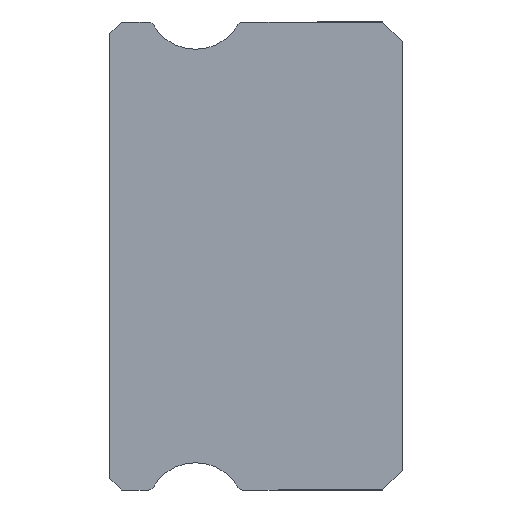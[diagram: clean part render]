
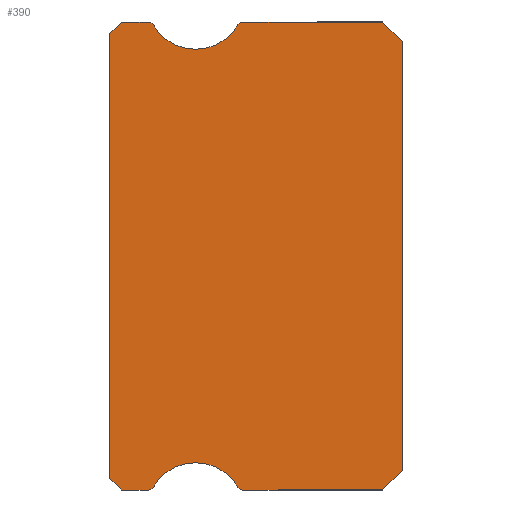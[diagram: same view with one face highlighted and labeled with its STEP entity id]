
A CAD part, left-side view. The second image highlights one B-rep face of the part: STEP entity #390.
In plain terms, the highlighted planar face has unit normal (-1, 0, 0).
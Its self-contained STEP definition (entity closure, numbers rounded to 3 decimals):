
#31 = CARTESIAN_POINT ( 'NONE',  ( -10., 7.5, 5.7 ) ) ;
#63 = DIRECTION ( 'NONE',  ( 0., 0., -1. ) ) ;
#100 = CARTESIAN_POINT ( 'NONE',  ( -10., 6.512, -6. ) ) ;
#105 = EDGE_CURVE ( 'NONE', #1431, #2920, #2994, .T. ) ;
#150 = AXIS2_PLACEMENT_3D ( 'NONE', #5026, #1490, #1088 ) ;
#159 = CARTESIAN_POINT ( 'NONE',  ( -10., 4.088, 5.85 ) ) ;
#181 = EDGE_CURVE ( 'NONE', #4776, #2795, #380, .T. ) ;
#210 = CARTESIAN_POINT ( 'NONE',  ( -10., 0.5, -6. ) ) ;
#260 = CARTESIAN_POINT ( 'NONE',  ( -10., 7.5, -5.7 ) ) ;
#380 = LINE ( 'NONE', #3545, #3233 ) ;
#390 = ADVANCED_FACE ( 'NONE', ( #2456 ), #2856, .F. ) ;
#398 = CARTESIAN_POINT ( 'NONE',  ( -10., 6.512, 6. ) ) ;
#438 = DIRECTION ( 'NONE',  ( 0., -0.707, -0.707 ) ) ;
#464 = CARTESIAN_POINT ( 'NONE',  ( -10., 0., -5.5 ) ) ;
#467 = AXIS2_PLACEMENT_3D ( 'NONE', #4598, #2730, #2321 ) ;
#471 = LINE ( 'NONE', #100, #2870 ) ;
#502 = VECTOR ( 'NONE', #2333, 1000. ) ;
#582 = VERTEX_POINT ( 'NONE', #648 ) ;
#648 = CARTESIAN_POINT ( 'NONE',  ( -10., 6.512, 6. ) ) ;
#720 = LINE ( 'NONE', #2361, #4829 ) ;
#723 = DIRECTION ( 'NONE',  ( 0., 0., -1. ) ) ;
#858 = DIRECTION ( 'NONE',  ( 0., 0.707, -0.707 ) ) ;
#866 = DIRECTION ( 'NONE',  ( 0., 0.707, -0.707 ) ) ;
#894 = VECTOR ( 'NONE', #3251, 1000. ) ;
#900 = VERTEX_POINT ( 'NONE', #3670 ) ;
#982 = AXIS2_PLACEMENT_3D ( 'NONE', #1251, #3930, #723 ) ;
#1088 = DIRECTION ( 'NONE',  ( 0., 0., -1. ) ) ;
#1089 = CARTESIAN_POINT ( 'NONE',  ( -10., 0., -5.5 ) ) ;
#1113 = EDGE_CURVE ( 'NONE', #4776, #1302, #1529, .T. ) ;
#1125 = EDGE_CURVE ( 'NONE', #582, #3895, #3204, .T. ) ;
#1146 = CARTESIAN_POINT ( 'NONE',  ( -10., 6.383, -5.925 ) ) ;
#1147 = CIRCLE ( 'NONE', #982, 1.25 ) ;
#1161 = DIRECTION ( 'NONE',  ( 0., 0., -1. ) ) ;
#1221 = VERTEX_POINT ( 'NONE', #3450 ) ;
#1227 = DIRECTION ( 'NONE',  ( -1., 0., 0. ) ) ;
#1251 = CARTESIAN_POINT ( 'NONE',  ( -10., 5.3, 6.55 ) ) ;
#1278 = EDGE_CURVE ( 'NONE', #2742, #4635, #471, .T. ) ;
#1282 = CARTESIAN_POINT ( 'NONE',  ( -10., 7.5, 5.7 ) ) ;
#1298 = CIRCLE ( 'NONE', #3844, 0.15 ) ;
#1300 = EDGE_CURVE ( 'NONE', #900, #2234, #2385, .T. ) ;
#1302 = VERTEX_POINT ( 'NONE', #31 ) ;
#1364 = VECTOR ( 'NONE', #858, 1000. ) ;
#1402 = DIRECTION ( 'NONE',  ( -1., 0., 0. ) ) ;
#1431 = VERTEX_POINT ( 'NONE', #4515 ) ;
#1477 = CARTESIAN_POINT ( 'NONE',  ( -10., 6.383, 5.925 ) ) ;
#1490 = DIRECTION ( 'NONE',  ( 1., 0., 0. ) ) ;
#1529 = LINE ( 'NONE', #4213, #4030 ) ;
#1567 = DIRECTION ( 'NONE',  ( 0., 0., -1. ) ) ;
#1603 = DIRECTION ( 'NONE',  ( 1., 0., 0. ) ) ;
#1609 = CARTESIAN_POINT ( 'NONE',  ( -10., 0.5, 6. ) ) ;
#1622 = LINE ( 'NONE', #1282, #1364 ) ;
#1701 = DIRECTION ( 'NONE',  ( 1., 0., 0. ) ) ;
#1711 = CARTESIAN_POINT ( 'NONE',  ( -10., 5.3, 5.3 ) ) ;
#1882 = EDGE_CURVE ( 'NONE', #2795, #3662, #720, .T. ) ;
#1901 = DIRECTION ( 'NONE',  ( 1., 0., 0. ) ) ;
#1913 = CARTESIAN_POINT ( 'NONE',  ( -10., 7.2, -6. ) ) ;
#1922 = ORIENTED_EDGE ( 'NONE', *, *, #2879, .F. ) ;
#1983 = DIRECTION ( 'NONE',  ( 0., -1., 0. ) ) ;
#2164 = CARTESIAN_POINT ( 'NONE',  ( -10., 6.512, -6. ) ) ;
#2225 = EDGE_LOOP ( 'NONE', ( #3199, #2289, #4031, #4861, #2770, #4698, #4008, #5014, #3704, #4463, #4890, #4393, #4986, #1922, #3786, #4028, #2466 ) ) ;
#2234 = VERTEX_POINT ( 'NONE', #3198 ) ;
#2289 = ORIENTED_EDGE ( 'NONE', *, *, #1113, .F. ) ;
#2321 = DIRECTION ( 'NONE',  ( 0., 0., -1. ) ) ;
#2333 = DIRECTION ( 'NONE',  ( 0., -1., 0. ) ) ;
#2354 = EDGE_CURVE ( 'NONE', #582, #1221, #5065, .T. ) ;
#2361 = CARTESIAN_POINT ( 'NONE',  ( -10., 6.512, -6. ) ) ;
#2385 = LINE ( 'NONE', #1609, #894 ) ;
#2444 = VECTOR ( 'NONE', #866, 1000. ) ;
#2456 = FACE_OUTER_BOUND ( 'NONE', #2225, .T. ) ;
#2466 = ORIENTED_EDGE ( 'NONE', *, *, #2354, .T. ) ;
#2561 = CARTESIAN_POINT ( 'NONE',  ( -10., 5.3, -6.55 ) ) ;
#2631 = EDGE_CURVE ( 'NONE', #2921, #2829, #1298, .T. ) ;
#2669 = CIRCLE ( 'NONE', #150, 0.15 ) ;
#2730 = DIRECTION ( 'NONE',  ( 1., 0., 0. ) ) ;
#2736 = CIRCLE ( 'NONE', #3390, 1.25 ) ;
#2742 = VERTEX_POINT ( 'NONE', #210 ) ;
#2770 = ORIENTED_EDGE ( 'NONE', *, *, #4790, .F. ) ;
#2795 = VERTEX_POINT ( 'NONE', #1913 ) ;
#2829 = VERTEX_POINT ( 'NONE', #4200 ) ;
#2856 = PLANE ( 'NONE',  #3323 ) ;
#2870 = VECTOR ( 'NONE', #4394, 1000. ) ;
#2879 = EDGE_CURVE ( 'NONE', #3166, #2921, #1147, .T. ) ;
#2920 = VERTEX_POINT ( 'NONE', #1146 ) ;
#2921 = VERTEX_POINT ( 'NONE', #4292 ) ;
#2934 = EDGE_CURVE ( 'NONE', #2829, #900, #4376, .T. ) ;
#2994 = CIRCLE ( 'NONE', #3982, 1.25 ) ;
#2998 = EDGE_CURVE ( 'NONE', #1221, #1302, #1622, .T. ) ;
#3166 = VERTEX_POINT ( 'NONE', #1711 ) ;
#3198 = CARTESIAN_POINT ( 'NONE',  ( -10., 0., 5.5 ) ) ;
#3199 = ORIENTED_EDGE ( 'NONE', *, *, #2998, .T. ) ;
#3204 = CIRCLE ( 'NONE', #467, 0.15 ) ;
#3233 = VECTOR ( 'NONE', #438, 1000. ) ;
#3251 = DIRECTION ( 'NONE',  ( 0., -0.707, -0.707 ) ) ;
#3316 = CIRCLE ( 'NONE', #3974, 0.15 ) ;
#3323 = AXIS2_PLACEMENT_3D ( 'NONE', #3656, #1603, #4043 ) ;
#3390 = AXIS2_PLACEMENT_3D ( 'NONE', #5128, #1227, #1567 ) ;
#3391 = EDGE_CURVE ( 'NONE', #4543, #2234, #4235, .T. ) ;
#3450 = CARTESIAN_POINT ( 'NONE',  ( -10., 7.2, 6. ) ) ;
#3509 = VECTOR ( 'NONE', #3889, 1000. ) ;
#3529 = EDGE_CURVE ( 'NONE', #4543, #2742, #3655, .T. ) ;
#3545 = CARTESIAN_POINT ( 'NONE',  ( -10., 7.2, -6. ) ) ;
#3655 = LINE ( 'NONE', #464, #2444 ) ;
#3656 = CARTESIAN_POINT ( 'NONE',  ( -10., 6.512, 5.85 ) ) ;
#3662 = VERTEX_POINT ( 'NONE', #2164 ) ;
#3670 = CARTESIAN_POINT ( 'NONE',  ( -10., 0.5, 6. ) ) ;
#3704 = ORIENTED_EDGE ( 'NONE', *, *, #3529, .F. ) ;
#3786 = ORIENTED_EDGE ( 'NONE', *, *, #4411, .F. ) ;
#3844 = AXIS2_PLACEMENT_3D ( 'NONE', #159, #1701, #63 ) ;
#3889 = DIRECTION ( 'NONE',  ( 0., 1., 0. ) ) ;
#3895 = VERTEX_POINT ( 'NONE', #1477 ) ;
#3930 = DIRECTION ( 'NONE',  ( -1., 0., 0. ) ) ;
#3974 = AXIS2_PLACEMENT_3D ( 'NONE', #4308, #1901, #1161 ) ;
#3982 = AXIS2_PLACEMENT_3D ( 'NONE', #2561, #1402, #4190 ) ;
#4008 = ORIENTED_EDGE ( 'NONE', *, *, #4779, .F. ) ;
#4028 = ORIENTED_EDGE ( 'NONE', *, *, #1125, .F. ) ;
#4030 = VECTOR ( 'NONE', #4264, 1000. ) ;
#4031 = ORIENTED_EDGE ( 'NONE', *, *, #181, .T. ) ;
#4043 = DIRECTION ( 'NONE',  ( 0., 0., -1. ) ) ;
#4082 = VECTOR ( 'NONE', #4306, 1000. ) ;
#4181 = CARTESIAN_POINT ( 'NONE',  ( -10., 4.088, -6. ) ) ;
#4190 = DIRECTION ( 'NONE',  ( 0., 0., -1. ) ) ;
#4200 = CARTESIAN_POINT ( 'NONE',  ( -10., 4.088, 6. ) ) ;
#4213 = CARTESIAN_POINT ( 'NONE',  ( -10., 7.5, 5.85 ) ) ;
#4235 = LINE ( 'NONE', #5096, #4082 ) ;
#4264 = DIRECTION ( 'NONE',  ( 0., 0., 1. ) ) ;
#4292 = CARTESIAN_POINT ( 'NONE',  ( -10., 4.217, 5.925 ) ) ;
#4306 = DIRECTION ( 'NONE',  ( 0., 0., 1. ) ) ;
#4308 = CARTESIAN_POINT ( 'NONE',  ( -10., 6.512, -5.85 ) ) ;
#4376 = LINE ( 'NONE', #398, #502 ) ;
#4393 = ORIENTED_EDGE ( 'NONE', *, *, #2934, .F. ) ;
#4394 = DIRECTION ( 'NONE',  ( 0., 1., 0. ) ) ;
#4411 = EDGE_CURVE ( 'NONE', #3895, #3166, #2736, .T. ) ;
#4463 = ORIENTED_EDGE ( 'NONE', *, *, #3391, .T. ) ;
#4515 = CARTESIAN_POINT ( 'NONE',  ( -10., 4.217, -5.925 ) ) ;
#4543 = VERTEX_POINT ( 'NONE', #1089 ) ;
#4598 = CARTESIAN_POINT ( 'NONE',  ( -10., 6.512, 5.85 ) ) ;
#4635 = VERTEX_POINT ( 'NONE', #4181 ) ;
#4698 = ORIENTED_EDGE ( 'NONE', *, *, #105, .F. ) ;
#4776 = VERTEX_POINT ( 'NONE', #260 ) ;
#4779 = EDGE_CURVE ( 'NONE', #4635, #1431, #2669, .T. ) ;
#4790 = EDGE_CURVE ( 'NONE', #2920, #3662, #3316, .T. ) ;
#4829 = VECTOR ( 'NONE', #1983, 1000. ) ;
#4861 = ORIENTED_EDGE ( 'NONE', *, *, #1882, .T. ) ;
#4890 = ORIENTED_EDGE ( 'NONE', *, *, #1300, .F. ) ;
#4986 = ORIENTED_EDGE ( 'NONE', *, *, #2631, .F. ) ;
#5014 = ORIENTED_EDGE ( 'NONE', *, *, #1278, .F. ) ;
#5026 = CARTESIAN_POINT ( 'NONE',  ( -10., 4.088, -5.85 ) ) ;
#5040 = CARTESIAN_POINT ( 'NONE',  ( -10., 7.2, 6. ) ) ;
#5065 = LINE ( 'NONE', #5040, #3509 ) ;
#5096 = CARTESIAN_POINT ( 'NONE',  ( -10., 0., 5.5 ) ) ;
#5128 = CARTESIAN_POINT ( 'NONE',  ( -10., 5.3, 6.55 ) ) ;
